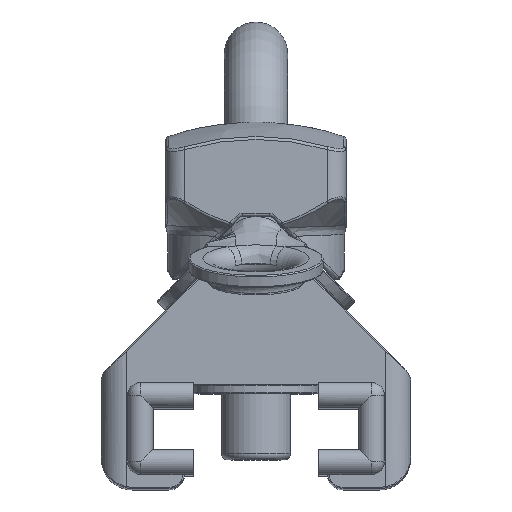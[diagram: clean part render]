
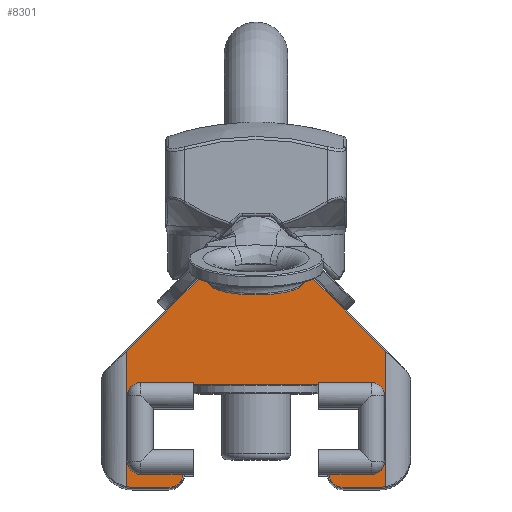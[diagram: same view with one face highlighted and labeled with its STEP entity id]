
A CAD part, top view. The second image highlights one B-rep face of the part: STEP entity #8301.
In plain terms, the highlighted planar face has unit normal (0, 0, 1).
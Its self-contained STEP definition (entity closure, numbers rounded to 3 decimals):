
#881=LINE('',#18437,#1254);
#883=LINE('',#18447,#1256);
#884=LINE('',#18452,#1257);
#923=LINE('',#18567,#1296);
#924=LINE('',#18578,#1297);
#925=LINE('',#18582,#1298);
#960=LINE('',#18790,#1333);
#961=LINE('',#18791,#1334);
#962=LINE('',#18792,#1335);
#963=LINE('',#18796,#1336);
#964=LINE('',#18800,#1337);
#965=LINE('',#18802,#1338);
#966=LINE('',#18806,#1339);
#967=LINE('',#18810,#1340);
#968=LINE('',#18812,#1341);
#969=LINE('',#18816,#1342);
#1254=VECTOR('',#10287,10.);
#1256=VECTOR('',#10299,10.);
#1257=VECTOR('',#10306,10.);
#1296=VECTOR('',#10405,10.);
#1297=VECTOR('',#10420,10.);
#1298=VECTOR('',#10425,10.);
#1333=VECTOR('',#10544,10.);
#1334=VECTOR('',#10545,10.);
#1335=VECTOR('',#10546,10.);
#1336=VECTOR('',#10549,10.);
#1337=VECTOR('',#10552,10.);
#1338=VECTOR('',#10553,10.);
#1339=VECTOR('',#10556,10.);
#1340=VECTOR('',#10559,10.);
#1341=VECTOR('',#10560,10.);
#1342=VECTOR('',#10563,10.);
#1605=PLANE('',#9022);
#1925=FACE_OUTER_BOUND('',#2485,.T.);
#2485=EDGE_LOOP('',(#3789,#3790,#3791,#3792,#3793,#3794,#3795,#3796,#3797,
#3798,#3799,#3800,#3801,#3802,#3803,#3804,#3805,#3806,#3807,#3808,#3809,
#3810,#3811,#3812,#3813,#3814));
#3789=ORIENTED_EDGE('',*,*,#6018,.F.);
#3790=ORIENTED_EDGE('',*,*,#6019,.T.);
#3791=ORIENTED_EDGE('',*,*,#6020,.T.);
#3792=ORIENTED_EDGE('',*,*,#5952,.T.);
#3793=ORIENTED_EDGE('',*,*,#5947,.T.);
#3794=ORIENTED_EDGE('',*,*,#5950,.T.);
#3795=ORIENTED_EDGE('',*,*,#5942,.T.);
#3796=ORIENTED_EDGE('',*,*,#5944,.T.);
#3797=ORIENTED_EDGE('',*,*,#6021,.F.);
#3798=ORIENTED_EDGE('',*,*,#6022,.F.);
#3799=ORIENTED_EDGE('',*,*,#6023,.F.);
#3800=ORIENTED_EDGE('',*,*,#6024,.F.);
#3801=ORIENTED_EDGE('',*,*,#6025,.F.);
#3802=ORIENTED_EDGE('',*,*,#6026,.F.);
#3803=ORIENTED_EDGE('',*,*,#6027,.F.);
#3804=ORIENTED_EDGE('',*,*,#6028,.F.);
#3805=ORIENTED_EDGE('',*,*,#6029,.F.);
#3806=ORIENTED_EDGE('',*,*,#6030,.F.);
#3807=ORIENTED_EDGE('',*,*,#6031,.F.);
#3808=ORIENTED_EDGE('',*,*,#6032,.F.);
#3809=ORIENTED_EDGE('',*,*,#6033,.F.);
#3810=ORIENTED_EDGE('',*,*,#5879,.F.);
#3811=ORIENTED_EDGE('',*,*,#5877,.F.);
#3812=ORIENTED_EDGE('',*,*,#5884,.F.);
#3813=ORIENTED_EDGE('',*,*,#5883,.F.);
#3814=ORIENTED_EDGE('',*,*,#5887,.F.);
#5877=EDGE_CURVE('',#7054,#7052,#7714,.T.);
#5879=EDGE_CURVE('',#7052,#7055,#881,.T.);
#5883=EDGE_CURVE('',#7058,#7056,#7717,.T.);
#5884=EDGE_CURVE('',#7056,#7054,#883,.T.);
#5887=EDGE_CURVE('',#7059,#7058,#884,.T.);
#5942=EDGE_CURVE('',#7105,#7103,#7735,.T.);
#5944=EDGE_CURVE('',#7103,#7096,#923,.T.);
#5947=EDGE_CURVE('',#7108,#7106,#7738,.T.);
#5950=EDGE_CURVE('',#7106,#7105,#924,.T.);
#5952=EDGE_CURVE('',#7109,#7108,#925,.T.);
#6018=EDGE_CURVE('',#7048,#7059,#960,.T.);
#6019=EDGE_CURVE('',#7048,#7133,#961,.T.);
#6020=EDGE_CURVE('',#7133,#7109,#962,.T.);
#6021=EDGE_CURVE('',#7159,#7096,#7761,.T.);
#6022=EDGE_CURVE('',#7160,#7159,#963,.T.);
#6023=EDGE_CURVE('',#7161,#7160,#7762,.T.);
#6024=EDGE_CURVE('',#7162,#7161,#964,.T.);
#6025=EDGE_CURVE('',#7163,#7162,#965,.T.);
#6026=EDGE_CURVE('',#7164,#7163,#7763,.T.);
#6027=EDGE_CURVE('',#7165,#7164,#966,.T.);
#6028=EDGE_CURVE('',#7166,#7165,#7764,.T.);
#6029=EDGE_CURVE('',#7167,#7166,#967,.T.);
#6030=EDGE_CURVE('',#7168,#7167,#968,.T.);
#6031=EDGE_CURVE('',#7169,#7168,#7765,.T.);
#6032=EDGE_CURVE('',#7170,#7169,#969,.T.);
#6033=EDGE_CURVE('',#7055,#7170,#7766,.T.);
#7048=VERTEX_POINT('',#18417);
#7052=VERTEX_POINT('',#18428);
#7054=VERTEX_POINT('',#18431);
#7055=VERTEX_POINT('',#18436);
#7056=VERTEX_POINT('',#18440);
#7058=VERTEX_POINT('',#18443);
#7059=VERTEX_POINT('',#18450);
#7096=VERTEX_POINT('',#18544);
#7103=VERTEX_POINT('',#18560);
#7105=VERTEX_POINT('',#18563);
#7106=VERTEX_POINT('',#18570);
#7108=VERTEX_POINT('',#18573);
#7109=VERTEX_POINT('',#18580);
#7133=VERTEX_POINT('',#18645);
#7159=VERTEX_POINT('',#18793);
#7160=VERTEX_POINT('',#18795);
#7161=VERTEX_POINT('',#18797);
#7162=VERTEX_POINT('',#18799);
#7163=VERTEX_POINT('',#18801);
#7164=VERTEX_POINT('',#18803);
#7165=VERTEX_POINT('',#18805);
#7166=VERTEX_POINT('',#18807);
#7167=VERTEX_POINT('',#18809);
#7168=VERTEX_POINT('',#18811);
#7169=VERTEX_POINT('',#18813);
#7170=VERTEX_POINT('',#18815);
#7714=CIRCLE('',#8931,2.);
#7717=CIRCLE('',#8937,2.);
#7735=CIRCLE('',#8969,2.);
#7738=CIRCLE('',#8975,2.);
#7761=CIRCLE('',#9023,2.3);
#7762=CIRCLE('',#9024,4.8);
#7763=CIRCLE('',#9025,2.3);
#7764=CIRCLE('',#9026,2.3);
#7765=CIRCLE('',#9027,4.8);
#7766=CIRCLE('',#9028,2.3);
#8301=ADVANCED_FACE('',(#1925),#1605,.F.);
#8931=AXIS2_PLACEMENT_3D('',#18433,#10281,#10282);
#8937=AXIS2_PLACEMENT_3D('',#18445,#10295,#10296);
#8969=AXIS2_PLACEMENT_3D('',#18564,#10399,#10400);
#8975=AXIS2_PLACEMENT_3D('',#18574,#10412,#10413);
#9022=AXIS2_PLACEMENT_3D('',#18789,#10542,#10543);
#9023=AXIS2_PLACEMENT_3D('',#18794,#10547,#10548);
#9024=AXIS2_PLACEMENT_3D('',#18798,#10550,#10551);
#9025=AXIS2_PLACEMENT_3D('',#18804,#10554,#10555);
#9026=AXIS2_PLACEMENT_3D('',#18808,#10557,#10558);
#9027=AXIS2_PLACEMENT_3D('',#18814,#10561,#10562);
#9028=AXIS2_PLACEMENT_3D('',#18817,#10564,#10565);
#10281=DIRECTION('center_axis',(0.,0.,
1.));
#10282=DIRECTION('ref_axis',(0.,1.,0.));
#10287=DIRECTION('',(1.,0.,0.));
#10295=DIRECTION('center_axis',(0.,0.,
1.));
#10296=DIRECTION('ref_axis',(1.,0.,0.));
#10299=DIRECTION('',(0.,-1.,0.));
#10306=DIRECTION('',(-1.,0.,0.));
#10399=DIRECTION('center_axis',(0.,0.,
-1.));
#10400=DIRECTION('ref_axis',(0.,1.,0.));
#10405=DIRECTION('',(-1.,0.,0.));
#10412=DIRECTION('center_axis',(0.,0.,
-1.));
#10413=DIRECTION('ref_axis',(-1.,0.,0.));
#10420=DIRECTION('',(0.,-1.,0.));
#10425=DIRECTION('',(1.,0.,0.));
#10542=DIRECTION('center_axis',(0.,0.,
-1.));
#10543=DIRECTION('ref_axis',(0.,-1.,0.));
#10544=DIRECTION('',(0.,1.,0.));
#10545=DIRECTION('',(1.,0.,0.));
#10546=DIRECTION('',(0.,1.,0.));
#10547=DIRECTION('center_axis',(0.,0.,
-1.));
#10548=DIRECTION('ref_axis',(-0.707,-0.707,0.));
#10549=DIRECTION('',(-1.,0.,0.));
#10550=DIRECTION('center_axis',(0.,0.,
-1.));
#10551=DIRECTION('ref_axis',(0.101,-0.995,0.));
#10552=DIRECTION('',(0.,-1.,0.));
#10553=DIRECTION('',(0.707,-0.707,0.));
#10554=DIRECTION('center_axis',(0.,0.,
-1.));
#10555=DIRECTION('ref_axis',(0.383,0.924,0.));
#10556=DIRECTION('',(1.,0.,0.));
#10557=DIRECTION('center_axis',(0.,0.,
-1.));
#10558=DIRECTION('ref_axis',(-0.383,0.924,0.));
#10559=DIRECTION('',(0.707,0.707,0.));
#10560=DIRECTION('',(0.,1.,0.));
#10561=DIRECTION('center_axis',(0.,0.,
-1.));
#10562=DIRECTION('ref_axis',(-0.101,-0.995,0.));
#10563=DIRECTION('',(-1.,0.,0.));
#10564=DIRECTION('center_axis',(0.,0.,
-1.));
#10565=DIRECTION('ref_axis',(0.707,-0.707,0.));
#18417=CARTESIAN_POINT('',(-9.9,7.,16.3));
#18428=CARTESIAN_POINT('',(-18.3,-7.3,16.3));
#18431=CARTESIAN_POINT('',(-20.3,-5.3,16.3));
#18433=CARTESIAN_POINT('Origin',(-18.3,-5.3,16.3));
#18436=CARTESIAN_POINT('',(-11.52,-7.3,16.3));
#18437=CARTESIAN_POINT('',(-18.3,-7.3,16.3));
#18440=CARTESIAN_POINT('',(-20.3,5.3,16.3));
#18443=CARTESIAN_POINT('',(-18.3,7.3,16.3));
#18445=CARTESIAN_POINT('Origin',(-18.3,5.3,16.3));
#18447=CARTESIAN_POINT('',(-20.3,5.3,16.3));
#18450=CARTESIAN_POINT('',(-9.9,7.3,16.3));
#18452=CARTESIAN_POINT('',(-9.9,7.3,16.3));
#18544=CARTESIAN_POINT('',(11.52,-7.3,16.3));
#18560=CARTESIAN_POINT('',(18.3,-7.3,16.3));
#18563=CARTESIAN_POINT('',(20.3,-5.3,16.3));
#18564=CARTESIAN_POINT('Origin',(18.3,-5.3,16.3));
#18567=CARTESIAN_POINT('',(18.3,-7.3,16.3));
#18570=CARTESIAN_POINT('',(20.3,5.3,16.3));
#18573=CARTESIAN_POINT('',(18.3,7.3,16.3));
#18574=CARTESIAN_POINT('Origin',(18.3,5.3,16.3));
#18578=CARTESIAN_POINT('',(20.3,5.3,16.3));
#18580=CARTESIAN_POINT('',(9.9,7.3,16.3));
#18582=CARTESIAN_POINT('',(9.9,7.3,16.3));
#18645=CARTESIAN_POINT('',(9.9,7.,16.3));
#18789=CARTESIAN_POINT('Origin',(0.,6.14,
16.3));
#18790=CARTESIAN_POINT('',(-9.9,3.3,16.3));
#18791=CARTESIAN_POINT('',(10.3,7.,16.3));
#18792=CARTESIAN_POINT('',(9.9,3.3,16.3));
#18793=CARTESIAN_POINT('',(13.8,-9.3,16.3));
#18794=CARTESIAN_POINT('Origin',(13.8,-7.,16.3));
#18795=CARTESIAN_POINT('',(19.5,-9.3,16.3));
#18796=CARTESIAN_POINT('',(6.9,-9.3,16.3));
#18797=CARTESIAN_POINT('',(20.5,-9.195,16.3));
#18798=CARTESIAN_POINT('Origin',(19.5,-4.5,16.3));
#18799=CARTESIAN_POINT('',(20.5,12.217,16.3));
#18800=CARTESIAN_POINT('',(20.5,0.82,16.3));
#18801=CARTESIAN_POINT('',(7.091,25.626,16.3));
#18802=CARTESIAN_POINT('',(18.458,14.26,16.3));
#18803=CARTESIAN_POINT('',(5.464,26.3,16.3));
#18804=CARTESIAN_POINT('Origin',(5.464,24.,16.3));
#18805=CARTESIAN_POINT('',(-5.464,26.3,16.3));
#18806=CARTESIAN_POINT('',(2.732,26.3,16.3));
#18807=CARTESIAN_POINT('',(-7.091,25.626,16.3));
#18808=CARTESIAN_POINT('Origin',(-5.464,24.,16.3));
#18809=CARTESIAN_POINT('',(-20.5,12.217,16.3));
#18810=CARTESIAN_POINT('',(-10.19,22.527,16.3));
#18811=CARTESIAN_POINT('',(-20.5,-9.195,16.3));
#18812=CARTESIAN_POINT('',(-20.5,6.802,16.3));
#18813=CARTESIAN_POINT('',(-19.5,-9.3,16.3));
#18814=CARTESIAN_POINT('Origin',(-19.5,-4.5,16.3));
#18815=CARTESIAN_POINT('',(-13.8,-9.3,16.3));
#18816=CARTESIAN_POINT('',(-9.75,-9.3,16.3));
#18817=CARTESIAN_POINT('Origin',(-13.8,-7.,16.3));
